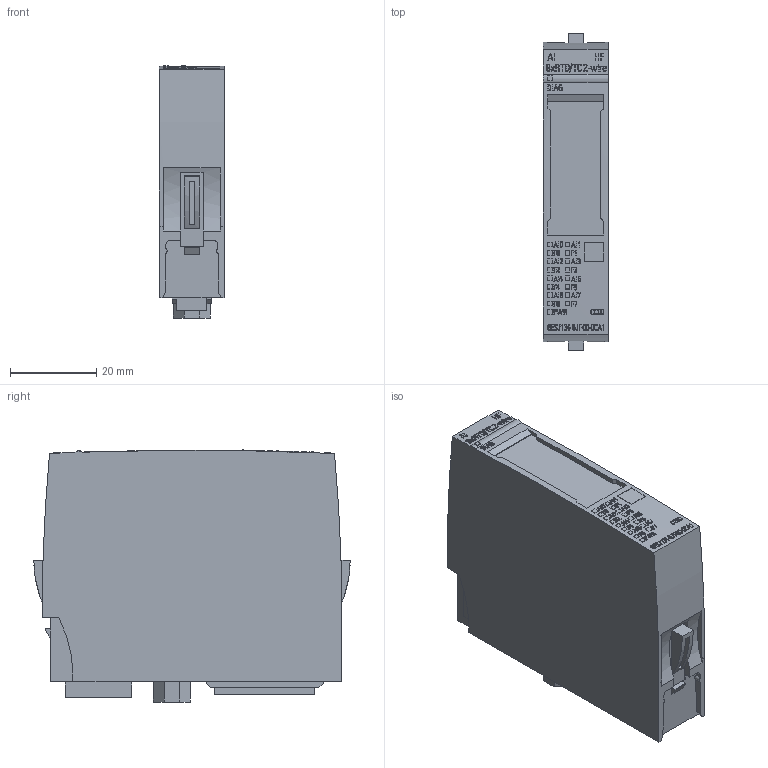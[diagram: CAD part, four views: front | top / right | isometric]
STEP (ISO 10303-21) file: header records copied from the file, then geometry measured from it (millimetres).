
FILE_DESCRIPTION(/* description */ (''),/* implementation_level */ '2;1');
FILE_NAME(/* name */ '6ES7134-6JF00-0CA1_3d.stp',/* time_stamp */ '2024-07-22T17:08:07+02:00',/* author */ (''),/* organization */ (''),/* preprocessor_version */ 'ST-DEVELOPER v18.102',/* originating_system */ 'SIEMENS PLM Software NX 2023',/* authorisation */ '');
FILE_SCHEMA (('AUTOMOTIVE_DESIGN { 1 0 10303 214 3 1 1 1 }'));
Products named in the file (3): A5E33257596A_RS-AA_002_1-labeling; A5E31723666A_RS-AA_002_1-box-15mm-1-17; A5E33257603A_RS-AA_002_5-CAx_6ES71346JF000CA1
Assembly tree (2 placements, depth 2):
  A5E33257603A_RS-AA_002_5-CAx_6ES71346JF000CA1
    A5E31723666A_RS-AA_002_1-box-15mm-1-17
    A5E33257596A_RS-AA_002_1-labeling
Bounding box: 15.07 x 73.2 x 58.34 mm (x, y, z)
Volume: 22293.5 mm3; surface area: 29946.1 mm2
Topology: 99 solids, 99 shells, 1487 faces, 3616 edges, 2408 vertices
Faces by surface type: plane 1141, cylinder 198, extrusion 148
Entity records: 65458 total; most frequent: CARTESIAN_POINT 19224, ORIENTED_EDGE 7200, DIRECTION 6843, EDGE_CURVE 3600, VECTOR 2727, LINE 2579, VERTEX_POINT 2408, AXIS2_PLACEMENT_3D 2058
